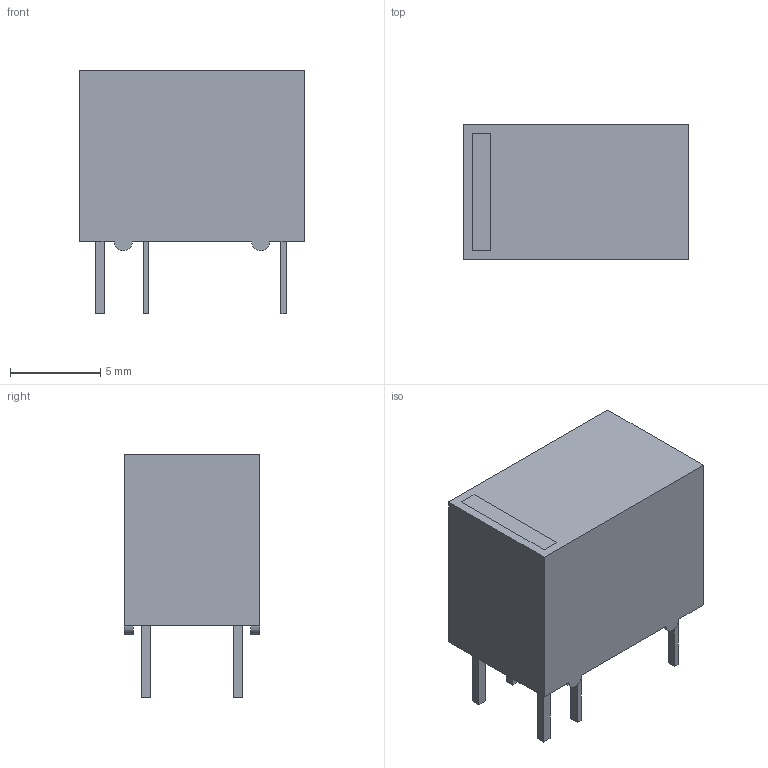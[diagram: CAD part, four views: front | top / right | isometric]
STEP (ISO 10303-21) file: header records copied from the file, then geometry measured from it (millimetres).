
FILE_DESCRIPTION((''),'2;1');
FILE_NAME('REL_OMRON_G5V-1.stp','2009-06-18T19:52:39',(''),(''),'Mechanical Desktop 2009','Mechanical Desktop 2009',', , ');
FILE_SCHEMA(('AUTOMOTIVE_DESIGN { 1 2 10303 214 1 1 1 1 }'));
Length unit declared in the file: millimetre
Products named in the file (1): Product
Bounding box: 12.5 x 7.5 x 13.5 mm (x, y, z)
Volume: 895.8 mm3; surface area: 643.6 mm2
Topology: 8 solids, 8 shells, 61 faces, 132 edges, 88 vertices
Faces by surface type: bspline 40, plane 19, cylinder 2
Entity records: 1712 total; most frequent: CARTESIAN_POINT 430, ORIENTED_EDGE 264, DIRECTION 184, EDGE_CURVE 132, VECTOR 124, LINE 124, VERTEX_POINT 88, EDGE_LOOP 62
